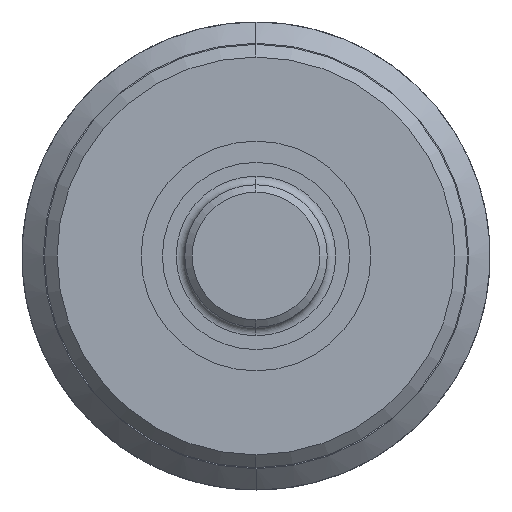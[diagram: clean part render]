
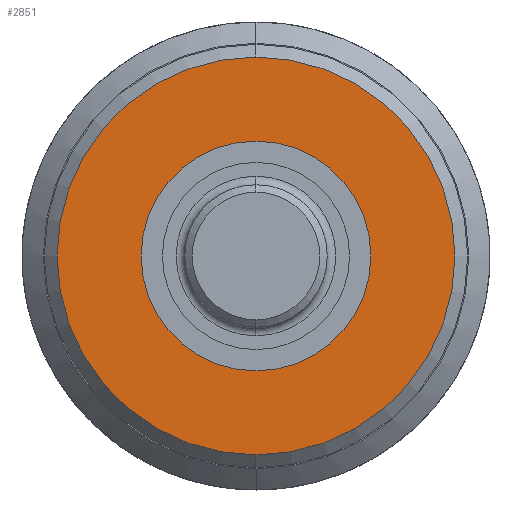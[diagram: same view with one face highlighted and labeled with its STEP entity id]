
A CAD part, front view. The second image highlights one B-rep face of the part: STEP entity #2851.
In plain terms, the highlighted planar face has unit normal (0, -1, 0).
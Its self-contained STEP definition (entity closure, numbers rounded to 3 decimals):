
#54=CARTESIAN_POINT('',(0.,-5.05,0.));
#55=DIRECTION('',(0.,1.,0.));
#56=DIRECTION('',(0.,0.,-1.));
#57=AXIS2_PLACEMENT_3D('',#54,#55,#56);
#59=CARTESIAN_POINT('',(0.,-5.05,0.));
#60=DIRECTION('',(0.,1.,0.));
#61=DIRECTION('',(0.,0.,1.));
#62=AXIS2_PLACEMENT_3D('',#59,#60,#61);
#64=CARTESIAN_POINT('',(0.,-5.05,0.));
#65=DIRECTION('',(0.,1.,0.));
#66=DIRECTION('',(0.,0.,-1.));
#67=AXIS2_PLACEMENT_3D('',#64,#65,#66);
#73=CARTESIAN_POINT('',(0.,-5.05,0.));
#74=DIRECTION('',(0.,-1.,0.));
#75=DIRECTION('',(0.,0.,-1.));
#76=AXIS2_PLACEMENT_3D('',#73,#74,#75);
#2420=CARTESIAN_POINT('',(0.,-5.05,-4.675));
#2422=VERTEX_POINT('',#2420);
#2440=CARTESIAN_POINT('',(0.,-5.05,4.675));
#2442=VERTEX_POINT('',#2440);
#2476=CARTESIAN_POINT('',(0.,-5.05,-2.7));
#2477=CARTESIAN_POINT('',(0.,-5.05,2.7));
#2478=VERTEX_POINT('',#2476);
#2479=VERTEX_POINT('',#2477);
#2834=CARTESIAN_POINT('',(0.,-5.05,0.));
#2835=DIRECTION('',(0.,1.,0.));
#2836=DIRECTION('',(0.,0.,-1.));
#2837=AXIS2_PLACEMENT_3D('',#2834,#2835,#2836);
#2838=PLANE('',#2837);
#2840=ORIENTED_EDGE('',*,*,#2839,.T.);
#2842=ORIENTED_EDGE('',*,*,#2841,.F.);
#2843=EDGE_LOOP('',(#2840,#2842));
#2844=FACE_OUTER_BOUND('',#2843,.F.);
#2846=ORIENTED_EDGE('',*,*,#2845,.F.);
#2848=ORIENTED_EDGE('',*,*,#2847,.F.);
#2849=EDGE_LOOP('',(#2846,#2848));
#2850=FACE_BOUND('',#2849,.F.);
#58=CIRCLE('',#57,2.7);
#63=CIRCLE('',#62,2.7);
#68=CIRCLE('',#67,4.675);
#77=CIRCLE('',#76,4.675);
#2839=EDGE_CURVE('',#2422,#2442,#68,.T.);
#2841=EDGE_CURVE('',#2422,#2442,#77,.T.);
#2845=EDGE_CURVE('',#2478,#2479,#58,.T.);
#2847=EDGE_CURVE('',#2479,#2478,#63,.T.);
#2851=ADVANCED_FACE('',(#2844,#2850),#2838,.F.);
